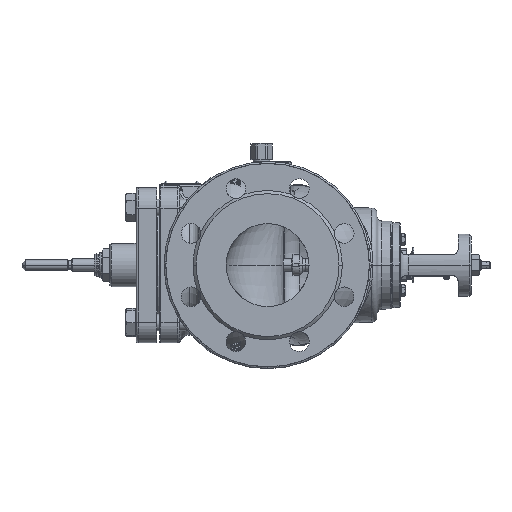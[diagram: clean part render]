
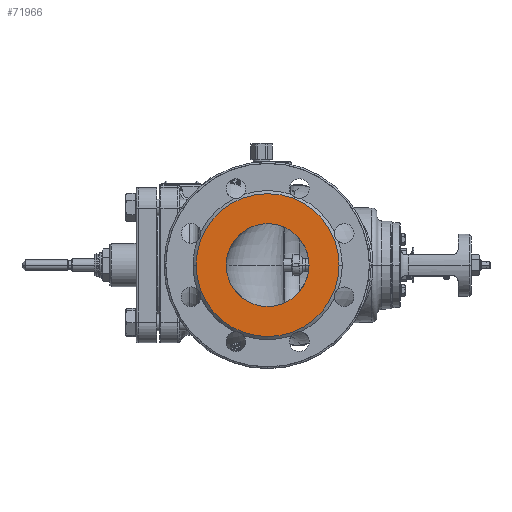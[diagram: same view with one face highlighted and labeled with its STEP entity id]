
A CAD part, left-side view. The second image highlights one B-rep face of the part: STEP entity #71966.
In plain terms, the highlighted planar face has unit normal (-1, 0, 0).
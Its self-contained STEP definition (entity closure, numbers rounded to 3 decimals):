
#8466=CARTESIAN_POINT('',(-155.,-40.,0.));
#8467=CARTESIAN_POINT('',(-155.,-40.,1.309));
#8468=CARTESIAN_POINT('',(-155.,-39.865,
4.044));
#8469=CARTESIAN_POINT('',(-155.,-39.19,
8.443));
#8470=CARTESIAN_POINT('',(-155.,-37.935,12.999));
#8471=CARTESIAN_POINT('',(-155.,-35.438,
19.061));
#8472=CARTESIAN_POINT('',(-155.,-30.818,26.144));
#8473=CARTESIAN_POINT('',(-155.,-23.762,
32.587));
#8474=CARTESIAN_POINT('',(-155.,-16.664,
36.602));
#8475=CARTESIAN_POINT('',(-155.,-11.618,
38.354));
#8476=CARTESIAN_POINT('',(-155.,-8.109,
39.198));
#8477=CARTESIAN_POINT('',(-155.,-5.609,
39.631));
#8478=CARTESIAN_POINT('',(-155.,-3.472,
39.867));
#8479=CARTESIAN_POINT('',(-155.,-1.583,
39.978));
#8480=CARTESIAN_POINT('',(-155.,-0.02,
40.011));
#8481=CARTESIAN_POINT('',(-155.,1.748,39.977));
#8482=CARTESIAN_POINT('',(-155.,3.089,39.886));
#8483=CARTESIAN_POINT('',(-155.,3.764,39.822));
#8488=CARTESIAN_POINT('',(-155.,-40.,0.));
#8619=CARTESIAN_POINT('',(-155.,3.764,39.822));
#8620=CARTESIAN_POINT('',(-155.,5.003,39.705));
#8621=CARTESIAN_POINT('',(-155.,7.5,39.358));
#8622=CARTESIAN_POINT('',(-155.,11.58,38.369));
#8623=CARTESIAN_POINT('',(-155.,15.641,36.896));
#8624=CARTESIAN_POINT('',(-155.,18.089,35.701));
#8625=CARTESIAN_POINT('',(-155.,19.27,35.052));
#8630=CARTESIAN_POINT('',(-155.,3.764,39.822));
#8719=CARTESIAN_POINT('',(-155.,19.27,35.052));
#8720=CARTESIAN_POINT('',(-155.,22.422,33.32));
#8721=CARTESIAN_POINT('',(-155.,28.247,29.));
#8722=CARTESIAN_POINT('',(-155.,34.887,20.519));
#8723=CARTESIAN_POINT('',(-155.,39.045,10.653));
#8724=CARTESIAN_POINT('',(-155.,40.,3.56));
#8725=CARTESIAN_POINT('',(-155.,40.,0.));
#8730=CARTESIAN_POINT('',(-155.,19.27,35.052));
#21745=CARTESIAN_POINT('',(-155.,3.764,-39.822));
#21746=CARTESIAN_POINT('',(-155.,3.089,
-39.886));
#21747=CARTESIAN_POINT('',(-155.,1.748,
-39.977));
#21748=CARTESIAN_POINT('',(-155.,-0.02,
-40.011));
#21749=CARTESIAN_POINT('',(-155.,-1.583,
-39.978));
#21750=CARTESIAN_POINT('',(-155.,-3.472,
-39.867));
#21751=CARTESIAN_POINT('',(-155.,-5.609,
-39.631));
#21752=CARTESIAN_POINT('',(-155.,-8.109,
-39.198));
#21753=CARTESIAN_POINT('',(-155.,-11.618,
-38.354));
#21754=CARTESIAN_POINT('',(-155.,-16.664,
-36.602));
#21755=CARTESIAN_POINT('',(-155.,-23.762,
-32.587));
#21756=CARTESIAN_POINT('',(-155.,-30.818,-26.144));
#21757=CARTESIAN_POINT('',(-155.,-35.438,
-19.061));
#21758=CARTESIAN_POINT('',(-155.,-37.935,-12.999));
#21759=CARTESIAN_POINT('',(-155.,-39.19,
-8.443));
#21760=CARTESIAN_POINT('',(-155.,-39.865,
-4.044));
#21761=CARTESIAN_POINT('',(-155.,-40.,-1.309));
#21762=CARTESIAN_POINT('',(-155.,-40.,0.));
#21767=CARTESIAN_POINT('',(-155.,3.764,-39.822));
#21775=CARTESIAN_POINT('',(-155.,19.27,-35.052));
#21776=CARTESIAN_POINT('',(-155.,18.089,-35.701));
#21777=CARTESIAN_POINT('',(-155.,15.641,
-36.896));
#21778=CARTESIAN_POINT('',(-155.,11.58,
-38.369));
#21779=CARTESIAN_POINT('',(-155.,7.5,
-39.358));
#21780=CARTESIAN_POINT('',(-155.,5.003,
-39.705));
#21781=CARTESIAN_POINT('',(-155.,3.764,-39.822));
#21833=CARTESIAN_POINT('',(-155.,0.,0.));
#21834=DIRECTION('',(-1.,0.,0.));
#21835=DIRECTION('',(0.,1.,0.));
#21836=AXIS2_PLACEMENT_3D('',#21833,#21834,#21835);
#22334=CARTESIAN_POINT('',(-155.,0.,0.));
#22335=DIRECTION('',(1.,0.,0.));
#22336=DIRECTION('',(0.,1.,0.));
#22337=AXIS2_PLACEMENT_3D('',#22334,#22335,#22336);
#22514=CARTESIAN_POINT('',(-155.,19.27,-35.052));
#22522=CARTESIAN_POINT('',(-155.,40.,0.));
#22523=CARTESIAN_POINT('',(-155.,40.,-3.56));
#22524=CARTESIAN_POINT('',(-155.,39.045,
-10.653));
#22525=CARTESIAN_POINT('',(-155.,34.887,
-20.519));
#22526=CARTESIAN_POINT('',(-155.,28.247,
-29.));
#22527=CARTESIAN_POINT('',(-155.,22.422,
-33.32));
#22528=CARTESIAN_POINT('',(-155.,19.27,-35.052));
#42183=VERTEX_POINT('',#21767);
#42184=VERTEX_POINT('',#22514);
#42185=VERTEX_POINT('',#8730);
#42186=VERTEX_POINT('',#8630);
#42187=VERTEX_POINT('',#8488);
#42228=CARTESIAN_POINT('',(-155.,69.,0.));
#42230=VERTEX_POINT('',#42228);
#42232=CARTESIAN_POINT('',(-155.,-69.,0.));
#42234=VERTEX_POINT('',#42232);
#42236=VERTEX_POINT('',#22522);
#71946=CARTESIAN_POINT('',(-155.,0.,0.));
#71947=DIRECTION('',(-1.,0.,0.));
#71948=DIRECTION('',(0.,-1.,0.));
#71949=AXIS2_PLACEMENT_3D('',#71946,#71947,#71948);
#71950=PLANE('',#71949);
#71952=ORIENTED_EDGE('',*,*,#71951,.F.);
#71954=ORIENTED_EDGE('',*,*,#71953,.T.);
#71955=EDGE_LOOP('',(#71952,#71954));
#71956=FACE_OUTER_BOUND('',#71955,.F.);
#71958=ORIENTED_EDGE('',*,*,#71957,.T.);
#71959=ORIENTED_EDGE('',*,*,#71934,.T.);
#71960=ORIENTED_EDGE('',*,*,#71612,.T.);
#71961=ORIENTED_EDGE('',*,*,#51832,.T.);
#71962=ORIENTED_EDGE('',*,*,#52174,.T.);
#71963=ORIENTED_EDGE('',*,*,#52505,.T.);
#71964=EDGE_LOOP('',(#71958,#71959,#71960,#71961,#71962,#71963));
#71965=FACE_BOUND('',#71964,.F.);
#8484=B_SPLINE_CURVE_WITH_KNOTS('',3,(#8466,#8467,#8468,#8469,#8470,#8471,#8472,
#8473,#8474,#8475,#8476,#8477,#8478,#8479,#8480,#8481,#8482,#8483),
.UNSPECIFIED.,.F.,.F.,(4,1,1,1,1,1,1,1,1,1,1,1,1,1,1,4),(0.,0.059,
0.117,0.176,0.235,0.352,
0.47,0.587,0.705,0.764,
0.822,0.881,0.911,0.94,
0.97,1.),.UNSPECIFIED.);
#8626=B_SPLINE_CURVE_WITH_KNOTS('',3,(#8619,#8620,#8621,#8622,#8623,#8624,
#8625),.UNSPECIFIED.,.F.,.F.,(4,1,1,1,4),(0.,0.25,
0.5,0.75,1.),.UNSPECIFIED.);
#8726=B_SPLINE_CURVE_WITH_KNOTS('',3,(#8719,#8720,#8721,#8722,#8723,#8724,
#8725),.UNSPECIFIED.,.F.,.F.,(4,1,1,1,4),(0.,0.25,
0.5,0.75,1.),.UNSPECIFIED.);
#21763=B_SPLINE_CURVE_WITH_KNOTS('',3,(#21745,#21746,#21747,#21748,#21749,
#21750,#21751,#21752,#21753,#21754,#21755,#21756,#21757,#21758,#21759,#21760,
#21761,#21762),.UNSPECIFIED.,.F.,.F.,(4,1,1,1,1,1,1,1,1,1,1,1,1,1,1,4),(0.,
0.03,0.06,0.089,0.119,
0.178,0.236,0.295,0.413,
0.53,0.648,0.765,0.824,
0.883,0.941,1.),.UNSPECIFIED.);
#21782=B_SPLINE_CURVE_WITH_KNOTS('',3,(#21775,#21776,#21777,#21778,#21779,
#21780,#21781),.UNSPECIFIED.,.F.,.F.,(4,1,1,1,4),(0.,0.25,
0.5,0.75,1.),.UNSPECIFIED.);
#21837=CIRCLE('',#21836,69.);
#22338=CIRCLE('',#22337,69.);
#22529=B_SPLINE_CURVE_WITH_KNOTS('',3,(#22522,#22523,#22524,#22525,#22526,
#22527,#22528),.UNSPECIFIED.,.F.,.F.,(4,1,1,1,4),(0.,0.25,
0.5,0.75,1.),.UNSPECIFIED.);
#51832=EDGE_CURVE('',#42187,#42186,#8484,.T.);
#52174=EDGE_CURVE('',#42186,#42185,#8626,.T.);
#52505=EDGE_CURVE('',#42185,#42236,#8726,.T.);
#71612=EDGE_CURVE('',#42183,#42187,#21763,.T.);
#71934=EDGE_CURVE('',#42184,#42183,#21782,.T.);
#71951=EDGE_CURVE('',#42230,#42234,#21837,.T.);
#71953=EDGE_CURVE('',#42230,#42234,#22338,.T.);
#71957=EDGE_CURVE('',#42236,#42184,#22529,.T.);
#71966=ADVANCED_FACE('',(#71956,#71965),#71950,.T.);
